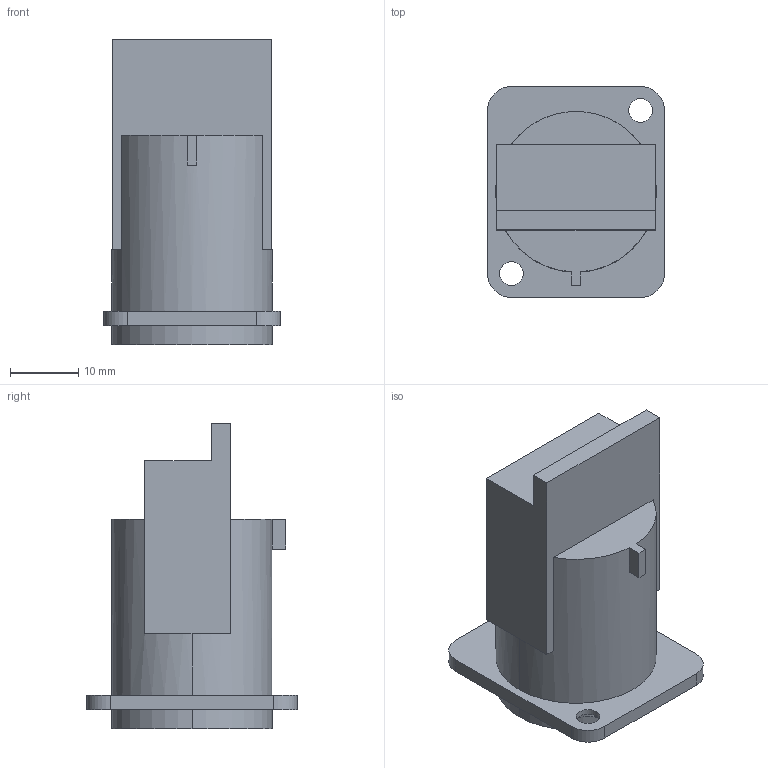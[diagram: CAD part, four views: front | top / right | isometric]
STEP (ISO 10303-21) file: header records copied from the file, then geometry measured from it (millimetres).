
FILE_DESCRIPTION((''),'2;1');
FILE_NAME('D-NE8FDY-C6','2009-05-11T',('tho'),(''),'PRO/ENGINEER BY PARAMETRIC TECHNOLOGY CORPORATION, 2007460','PRO/ENGINEER BY PARAMETRIC TECHNOLOGY CORPORATION, 2007460','');
FILE_SCHEMA(('CONFIG_CONTROL_DESIGN'));
Length unit declared in the file: millimetre
Products named in the file (1): D-NE8FDY-C6
Bounding box: 26 x 31 x 44.9 mm (x, y, z)
Volume: 13847.5 mm3; surface area: 7008.2 mm2
Topology: 1 solids, 1 shells, 63 faces, 160 edges, 104 vertices
Faces by surface type: plane 43, cylinder 16, cone 4
Entity records: 1942 total; most frequent: DIRECTION 332, CARTESIAN_POINT 327, ORIENTED_EDGE 320, EDGE_CURVE 160, VECTOR 114, LINE 114, AXIS2_PLACEMENT_3D 109, VERTEX_POINT 104
